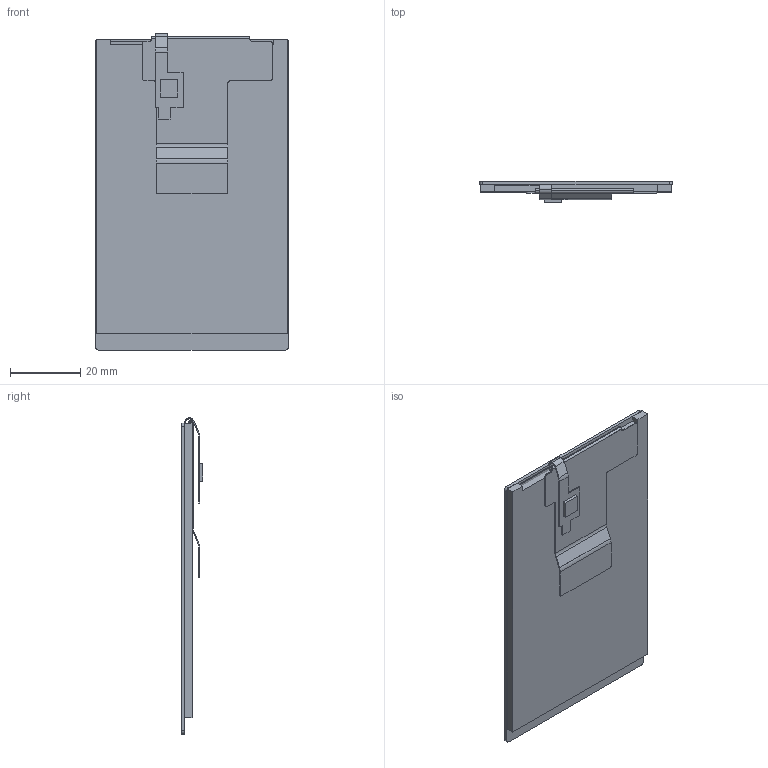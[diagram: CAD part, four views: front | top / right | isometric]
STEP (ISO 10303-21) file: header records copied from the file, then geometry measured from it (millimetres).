
FILE_DESCRIPTION (( 'STEP AP214' ), '1' );
FILE_NAME ('LiangHaoHai 3.5 IPS TFT CTP Folded.STEP', '2021-12-11T01:26:29', ( '' ), ( '' ), 'SwSTEP 2.0', 'SolidWorks 2020', '' );
FILE_SCHEMA (( 'AUTOMOTIVE_DESIGN' ));
Length unit declared in the file: millimetre
Products named in the file (1): LiangHaoHai 3.5 IPS TFT CTP Folded
Bounding box: 55.18 x 6.2 x 90.37 mm (x, y, z)
Volume: 14457.5 mm3; surface area: 23235.2 mm2
Topology: 6 solids, 6 shells, 107 faces, 282 edges, 188 vertices
Faces by surface type: plane 77, cylinder 30
Entity records: 3390 total; most frequent: CARTESIAN_POINT 578, ORIENTED_EDGE 564, DIRECTION 558, EDGE_CURVE 282, LINE 222, VECTOR 222, VERTEX_POINT 188, AXIS2_PLACEMENT_3D 168
